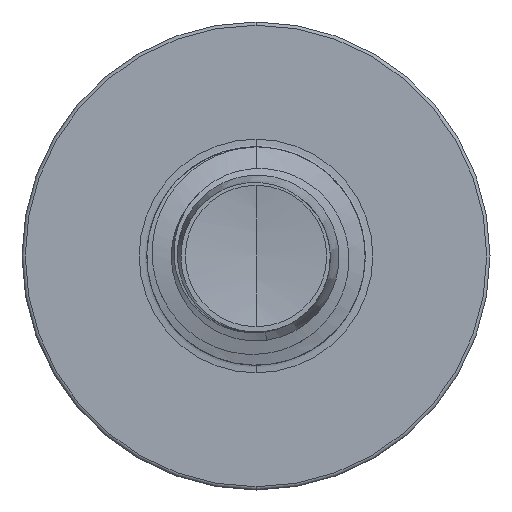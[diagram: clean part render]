
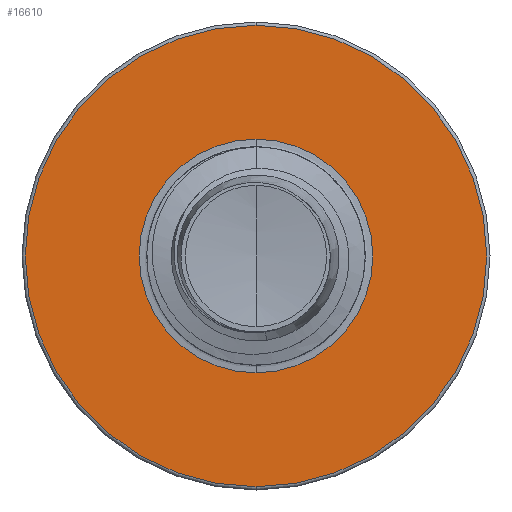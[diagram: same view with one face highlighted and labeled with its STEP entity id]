
A CAD part, front view. The second image highlights one B-rep face of the part: STEP entity #16610.
In plain terms, the highlighted planar face has unit normal (0, -1, 0).
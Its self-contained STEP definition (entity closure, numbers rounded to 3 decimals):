
#513 = EDGE_CURVE ( 'NONE', #9019, #2877, #4405, .T. ) ;
#756 = CARTESIAN_POINT ( 'NONE',  ( 0., 7., 1.872 ) ) ;
#1176 = AXIS2_PLACEMENT_3D ( 'NONE', #17235, #7033, #18950 ) ;
#2320 = PLANE ( 'NONE',  #12615 ) ;
#2877 = VERTEX_POINT ( 'NONE', #9953 ) ;
#3113 = VERTEX_POINT ( 'NONE', #15463 ) ;
#3719 = FACE_BOUND ( 'NONE', #8364, .T. ) ;
#3984 = CARTESIAN_POINT ( 'NONE',  ( 0., 7., 0. ) ) ;
#4405 = CIRCLE ( 'NONE', #19099, 3.698 ) ;
#5697 = DIRECTION ( 'NONE',  ( 0., 0., 1. ) ) ;
#5809 = DIRECTION ( 'NONE',  ( 0., 1., 0. ) ) ;
#5961 = DIRECTION ( 'NONE',  ( 0., 1., 0. ) ) ;
#7033 = DIRECTION ( 'NONE',  ( 0., 1., 0. ) ) ;
#7205 = VERTEX_POINT ( 'NONE', #756 ) ;
#7753 = CARTESIAN_POINT ( 'NONE',  ( 0., 7., 0. ) ) ;
#8364 = EDGE_LOOP ( 'NONE', ( #19563, #11939 ) ) ;
#8918 = AXIS2_PLACEMENT_3D ( 'NONE', #7753, #19676, #9457 ) ;
#9019 = VERTEX_POINT ( 'NONE', #21404 ) ;
#9457 = DIRECTION ( 'NONE',  ( 0., 0., 1. ) ) ;
#9953 = CARTESIAN_POINT ( 'NONE',  ( 0., 7., 3.698 ) ) ;
#10195 = AXIS2_PLACEMENT_3D ( 'NONE', #3984, #15925, #5697 ) ;
#10298 = EDGE_LOOP ( 'NONE', ( #15902, #19851 ) ) ;
#11939 = ORIENTED_EDGE ( 'NONE', *, *, #12928, .T. ) ;
#12263 = FACE_OUTER_BOUND ( 'NONE', #10298, .T. ) ;
#12615 = AXIS2_PLACEMENT_3D ( 'NONE', #14454, #5961, #17881 ) ;
#12928 = EDGE_CURVE ( 'NONE', #3113, #7205, #21619, .T. ) ;
#14454 = CARTESIAN_POINT ( 'NONE',  ( 0., 7., -1.872 ) ) ;
#15463 = CARTESIAN_POINT ( 'NONE',  ( 0., 7., -1.872 ) ) ;
#15902 = ORIENTED_EDGE ( 'NONE', *, *, #19134, .F. ) ;
#15925 = DIRECTION ( 'NONE',  ( 0., 1., 0. ) ) ;
#16034 = CARTESIAN_POINT ( 'NONE',  ( 0., 7., 0. ) ) ;
#16102 = EDGE_CURVE ( 'NONE', #7205, #3113, #17840, .T. ) ;
#16610 = ADVANCED_FACE ( 'NONE', ( #12263, #3719 ), #2320, .F. ) ;
#17235 = CARTESIAN_POINT ( 'NONE',  ( 0., 7., 0. ) ) ;
#17733 = DIRECTION ( 'NONE',  ( 0., 0., 1. ) ) ;
#17840 = CIRCLE ( 'NONE', #1176, 1.872 ) ;
#17881 = DIRECTION ( 'NONE',  ( 0., 0., 1. ) ) ;
#18950 = DIRECTION ( 'NONE',  ( 0., 0., 1. ) ) ;
#19099 = AXIS2_PLACEMENT_3D ( 'NONE', #16034, #5809, #17733 ) ;
#19134 = EDGE_CURVE ( 'NONE', #2877, #9019, #21298, .T. ) ;
#19563 = ORIENTED_EDGE ( 'NONE', *, *, #16102, .T. ) ;
#19676 = DIRECTION ( 'NONE',  ( 0., 1., 0. ) ) ;
#19851 = ORIENTED_EDGE ( 'NONE', *, *, #513, .F. ) ;
#21298 = CIRCLE ( 'NONE', #10195, 3.698 ) ;
#21404 = CARTESIAN_POINT ( 'NONE',  ( 0., 7., -3.697 ) ) ;
#21619 = CIRCLE ( 'NONE', #8918, 1.872 ) ;
